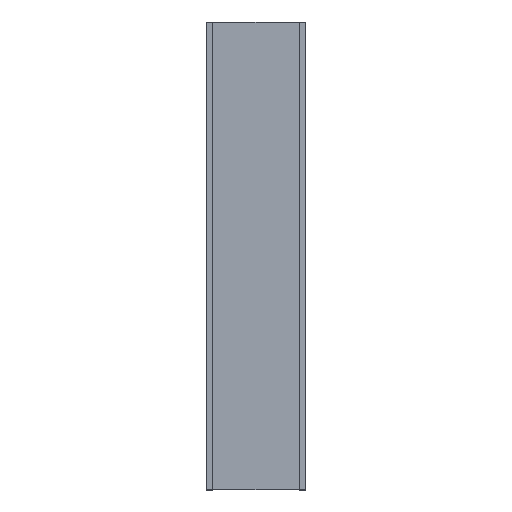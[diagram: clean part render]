
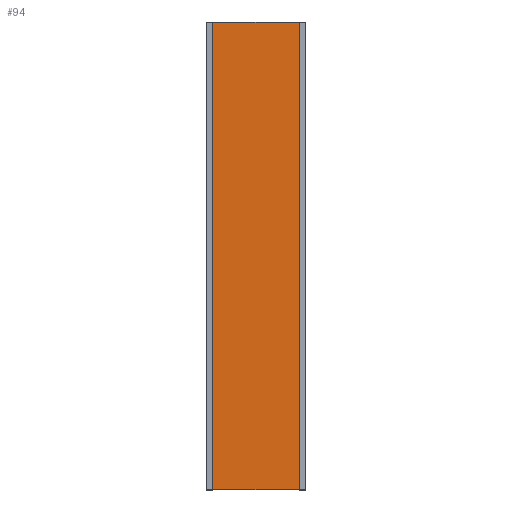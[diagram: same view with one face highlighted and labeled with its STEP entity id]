
A CAD part, top view. The second image highlights one B-rep face of the part: STEP entity #94.
In plain terms, the highlighted planar face has unit normal (0, 0, 1).
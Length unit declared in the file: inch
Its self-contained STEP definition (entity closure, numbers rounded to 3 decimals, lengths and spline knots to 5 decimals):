
#26=CARTESIAN_POINT('',(1.19,3.175,0.04));
#27=VERTEX_POINT('',#26);
#34=CARTESIAN_POINT('',(1.19,-2.825,0.04));
#35=VERTEX_POINT('',#34);
#36=CARTESIAN_POINT('',(1.19,0.175,0.04));
#37=DIRECTION('',(0.,1.,0.));
#38=VECTOR('',#37,1.);
#39=LINE('',#36,#38);
#40=EDGE_CURVE('',#35,#27,#39,.T.);
#64=CARTESIAN_POINT('',(0.08,3.175,0.04));
#65=VERTEX_POINT('',#64);
#66=CARTESIAN_POINT('',(0.08,3.175,0.04));
#67=DIRECTION('',(-1.,0.,0.));
#68=VECTOR('',#67,1.);
#69=LINE('',#66,#68);
#70=EDGE_CURVE('',#27,#65,#69,.T.);
#71=ORIENTED_EDGE('',*,*,#70,.T.);
#72=CARTESIAN_POINT('',(0.08,-2.825,0.04));
#73=VERTEX_POINT('',#72);
#74=CARTESIAN_POINT('',(0.08,0.175,0.04));
#75=DIRECTION('',(0.,-1.,0.));
#76=VECTOR('',#75,1.);
#77=LINE('',#74,#76);
#78=EDGE_CURVE('',#65,#73,#77,.T.);
#79=ORIENTED_EDGE('',*,*,#78,.T.);
#80=CARTESIAN_POINT('',(0.08,-2.825,0.04));
#81=DIRECTION('',(1.,0.,0.));
#82=VECTOR('',#81,1.);
#83=LINE('',#80,#82);
#84=EDGE_CURVE('',#73,#35,#83,.T.);
#85=ORIENTED_EDGE('',*,*,#84,.T.);
#86=ORIENTED_EDGE('',*,*,#40,.T.);
#87=EDGE_LOOP('',(#71,#79,#85,#86));
#88=FACE_OUTER_BOUND('',#87,.T.);
#89=CARTESIAN_POINT('',(0.635,0.175,0.04));
#90=DIRECTION('',(0.,0.,1.));
#91=DIRECTION('',(1.,0.,0.));
#92=AXIS2_PLACEMENT_3D('',#89,#90,#91);
#93=PLANE('',#92);
#94=ADVANCED_FACE('',(#88),#93,.T.);
